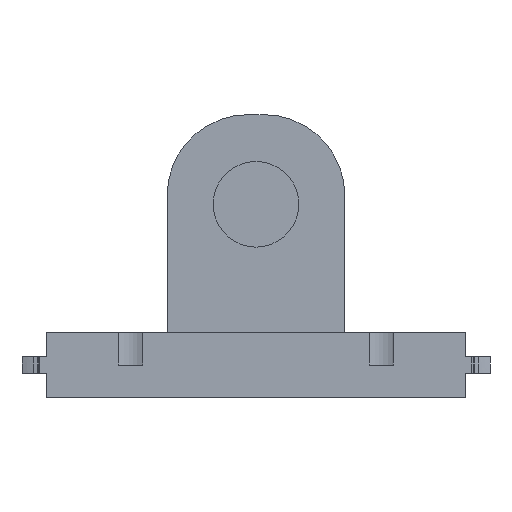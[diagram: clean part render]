
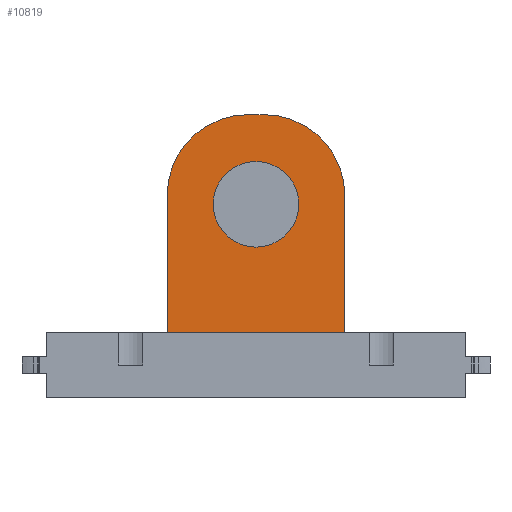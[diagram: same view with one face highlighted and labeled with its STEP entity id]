
A CAD part, front view. The second image highlights one B-rep face of the part: STEP entity #10819.
In plain terms, the highlighted planar face has unit normal (0, -1, 0).
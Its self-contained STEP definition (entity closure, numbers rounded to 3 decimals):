
#9471 = PLANE('',#9472);
#9472 = AXIS2_PLACEMENT_3D('',#9473,#9474,#9475);
#9473 = CARTESIAN_POINT('',(-11.,13.5,8.));
#9474 = DIRECTION('',(-1.,0.,0.));
#9475 = DIRECTION('',(0.,1.,0.));
#9551 = PLANE('',#9552);
#9552 = AXIS2_PLACEMENT_3D('',#9553,#9554,#9555);
#9553 = CARTESIAN_POINT('',(0.,0.,8.));
#9554 = DIRECTION('',(0.,0.,1.));
#9555 = DIRECTION('',(1.,0.,0.));
#9847 = CYLINDRICAL_SURFACE('',#9848,10.);
#9848 = AXIS2_PLACEMENT_3D('',#9849,#9850,#9851);
#9849 = CARTESIAN_POINT('',(-1.,13.5,25.));
#9850 = DIRECTION('',(0.,1.,0.));
#9851 = DIRECTION('',(-1.,0.,0.));
#9900 = PLANE('',#9901);
#9901 = AXIS2_PLACEMENT_3D('',#9902,#9903,#9904);
#9902 = CARTESIAN_POINT('',(11.,20.5,8.));
#9903 = DIRECTION('',(1.,0.,0.));
#9904 = DIRECTION('',(0.,-1.,0.));
#9986 = PLANE('',#9987);
#9987 = AXIS2_PLACEMENT_3D('',#9988,#9989,#9990);
#9988 = CARTESIAN_POINT('',(-11.,20.5,35.));
#9989 = DIRECTION('',(0.,0.,1.));
#9990 = DIRECTION('',(1.,0.,0.));
#10040 = CYLINDRICAL_SURFACE('',#10041,10.);
#10041 = AXIS2_PLACEMENT_3D('',#10042,#10043,#10044);
#10042 = CARTESIAN_POINT('',(1.,20.5,25.));
#10043 = DIRECTION('',(0.,-1.,0.));
#10044 = DIRECTION('',(1.,0.,0.));
#10140 = VERTEX_POINT('',#10141);
#10141 = CARTESIAN_POINT('',(-11.,13.5,25.));
#10164 = VERTEX_POINT('',#10165);
#10165 = CARTESIAN_POINT('',(-11.,13.5,8.));
#10186 = EDGE_CURVE('',#10164,#10140,#10187,.T.);
#10187 = SURFACE_CURVE('',#10188,(#10192,#10199),.PCURVE_S1.);
#10188 = LINE('',#10189,#10190);
#10189 = CARTESIAN_POINT('',(-11.,13.5,8.));
#10190 = VECTOR('',#10191,1.);
#10191 = DIRECTION('',(0.,0.,1.));
#10192 = PCURVE('',#9471,#10193);
#10193 = DEFINITIONAL_REPRESENTATION('',(#10194),#10198);
#10194 = LINE('',#10195,#10196);
#10195 = CARTESIAN_POINT('',(0.,0.));
#10196 = VECTOR('',#10197,1.);
#10197 = DIRECTION('',(0.,-1.));
#10198 = ( GEOMETRIC_REPRESENTATION_CONTEXT(2) 
PARAMETRIC_REPRESENTATION_CONTEXT() REPRESENTATION_CONTEXT('2D SPACE',''
  ) );
#10199 = PCURVE('',#10200,#10205);
#10200 = PLANE('',#10201);
#10201 = AXIS2_PLACEMENT_3D('',#10202,#10203,#10204);
#10202 = CARTESIAN_POINT('',(11.,13.5,8.));
#10203 = DIRECTION('',(0.,-1.,0.));
#10204 = DIRECTION('',(-1.,0.,0.));
#10205 = DEFINITIONAL_REPRESENTATION('',(#10206),#10210);
#10206 = LINE('',#10207,#10208);
#10207 = CARTESIAN_POINT('',(22.,0.));
#10208 = VECTOR('',#10209,1.);
#10209 = DIRECTION('',(0.,-1.));
#10210 = ( GEOMETRIC_REPRESENTATION_CONTEXT(2) 
PARAMETRIC_REPRESENTATION_CONTEXT() REPRESENTATION_CONTEXT('2D SPACE',''
  ) );
#10597 = VERTEX_POINT('',#10598);
#10598 = CARTESIAN_POINT('',(11.,13.5,8.));
#10619 = EDGE_CURVE('',#10597,#10164,#10620,.T.);
#10620 = SURFACE_CURVE('',#10621,(#10625,#10632),.PCURVE_S1.);
#10621 = LINE('',#10622,#10623);
#10622 = CARTESIAN_POINT('',(11.,13.5,8.));
#10623 = VECTOR('',#10624,1.);
#10624 = DIRECTION('',(-1.,0.,0.));
#10625 = PCURVE('',#9551,#10626);
#10626 = DEFINITIONAL_REPRESENTATION('',(#10627),#10631);
#10627 = LINE('',#10628,#10629);
#10628 = CARTESIAN_POINT('',(11.,13.5));
#10629 = VECTOR('',#10630,1.);
#10630 = DIRECTION('',(-1.,0.));
#10631 = ( GEOMETRIC_REPRESENTATION_CONTEXT(2) 
PARAMETRIC_REPRESENTATION_CONTEXT() REPRESENTATION_CONTEXT('2D SPACE',''
  ) );
#10632 = PCURVE('',#10200,#10633);
#10633 = DEFINITIONAL_REPRESENTATION('',(#10634),#10638);
#10634 = LINE('',#10635,#10636);
#10635 = CARTESIAN_POINT('',(0.,-0.));
#10636 = VECTOR('',#10637,1.);
#10637 = DIRECTION('',(1.,0.));
#10638 = ( GEOMETRIC_REPRESENTATION_CONTEXT(2) 
PARAMETRIC_REPRESENTATION_CONTEXT() REPRESENTATION_CONTEXT('2D SPACE',''
  ) );
#10644 = EDGE_CURVE('',#10140,#10645,#10647,.T.);
#10645 = VERTEX_POINT('',#10646);
#10646 = CARTESIAN_POINT('',(-1.,13.5,35.));
#10647 = SURFACE_CURVE('',#10648,(#10653,#10660),.PCURVE_S1.);
#10648 = CIRCLE('',#10649,10.);
#10649 = AXIS2_PLACEMENT_3D('',#10650,#10651,#10652);
#10650 = CARTESIAN_POINT('',(-1.,13.5,25.));
#10651 = DIRECTION('',(0.,1.,0.));
#10652 = DIRECTION('',(0.,0.,1.));
#10653 = PCURVE('',#9847,#10654);
#10654 = DEFINITIONAL_REPRESENTATION('',(#10655),#10659);
#10655 = LINE('',#10656,#10657);
#10656 = CARTESIAN_POINT('',(-4.712,0.));
#10657 = VECTOR('',#10658,1.);
#10658 = DIRECTION('',(1.,0.));
#10659 = ( GEOMETRIC_REPRESENTATION_CONTEXT(2) 
PARAMETRIC_REPRESENTATION_CONTEXT() REPRESENTATION_CONTEXT('2D SPACE',''
  ) );
#10660 = PCURVE('',#10200,#10661);
#10661 = DEFINITIONAL_REPRESENTATION('',(#10662),#10670);
#10662 = ( BOUNDED_CURVE() B_SPLINE_CURVE(2,(#10663,#10664,#10665,#10666
    ,#10667,#10668,#10669),.UNSPECIFIED.,.T.,.F.) 
B_SPLINE_CURVE_WITH_KNOTS((1,2,2,2,2,1),(-2.094,0.,
    2.094,4.189,6.283,8.378),
.UNSPECIFIED.) CURVE() GEOMETRIC_REPRESENTATION_ITEM() 
RATIONAL_B_SPLINE_CURVE((1.,0.5,1.,0.5,1.,0.5,1.)) REPRESENTATION_ITEM(
  '') );
#10663 = CARTESIAN_POINT('',(12.,-27.));
#10664 = CARTESIAN_POINT('',(-5.321,-27.));
#10665 = CARTESIAN_POINT('',(3.34,-12.));
#10666 = CARTESIAN_POINT('',(12.,3.));
#10667 = CARTESIAN_POINT('',(20.66,-12.));
#10668 = CARTESIAN_POINT('',(29.321,-27.));
#10669 = CARTESIAN_POINT('',(12.,-27.));
#10670 = ( GEOMETRIC_REPRESENTATION_CONTEXT(2) 
PARAMETRIC_REPRESENTATION_CONTEXT() REPRESENTATION_CONTEXT('2D SPACE',''
  ) );
#10698 = VERTEX_POINT('',#10699);
#10699 = CARTESIAN_POINT('',(11.,13.5,25.));
#10720 = EDGE_CURVE('',#10597,#10698,#10721,.T.);
#10721 = SURFACE_CURVE('',#10722,(#10726,#10733),.PCURVE_S1.);
#10722 = LINE('',#10723,#10724);
#10723 = CARTESIAN_POINT('',(11.,13.5,8.));
#10724 = VECTOR('',#10725,1.);
#10725 = DIRECTION('',(0.,0.,1.));
#10726 = PCURVE('',#9900,#10727);
#10727 = DEFINITIONAL_REPRESENTATION('',(#10728),#10732);
#10728 = LINE('',#10729,#10730);
#10729 = CARTESIAN_POINT('',(7.,0.));
#10730 = VECTOR('',#10731,1.);
#10731 = DIRECTION('',(0.,-1.));
#10732 = ( GEOMETRIC_REPRESENTATION_CONTEXT(2) 
PARAMETRIC_REPRESENTATION_CONTEXT() REPRESENTATION_CONTEXT('2D SPACE',''
  ) );
#10733 = PCURVE('',#10200,#10734);
#10734 = DEFINITIONAL_REPRESENTATION('',(#10735),#10739);
#10735 = LINE('',#10736,#10737);
#10736 = CARTESIAN_POINT('',(0.,-0.));
#10737 = VECTOR('',#10738,1.);
#10738 = DIRECTION('',(0.,-1.));
#10739 = ( GEOMETRIC_REPRESENTATION_CONTEXT(2) 
PARAMETRIC_REPRESENTATION_CONTEXT() REPRESENTATION_CONTEXT('2D SPACE',''
  ) );
#10747 = EDGE_CURVE('',#10748,#10645,#10750,.T.);
#10748 = VERTEX_POINT('',#10749);
#10749 = CARTESIAN_POINT('',(1.,13.5,35.));
#10750 = SURFACE_CURVE('',#10751,(#10755,#10762),.PCURVE_S1.);
#10751 = LINE('',#10752,#10753);
#10752 = CARTESIAN_POINT('',(11.,13.5,35.));
#10753 = VECTOR('',#10754,1.);
#10754 = DIRECTION('',(-1.,0.,0.));
#10755 = PCURVE('',#9986,#10756);
#10756 = DEFINITIONAL_REPRESENTATION('',(#10757),#10761);
#10757 = LINE('',#10758,#10759);
#10758 = CARTESIAN_POINT('',(22.,-7.));
#10759 = VECTOR('',#10760,1.);
#10760 = DIRECTION('',(-1.,0.));
#10761 = ( GEOMETRIC_REPRESENTATION_CONTEXT(2) 
PARAMETRIC_REPRESENTATION_CONTEXT() REPRESENTATION_CONTEXT('2D SPACE',''
  ) );
#10762 = PCURVE('',#10200,#10763);
#10763 = DEFINITIONAL_REPRESENTATION('',(#10764),#10768);
#10764 = LINE('',#10765,#10766);
#10765 = CARTESIAN_POINT('',(0.,-27.));
#10766 = VECTOR('',#10767,1.);
#10767 = DIRECTION('',(1.,0.));
#10768 = ( GEOMETRIC_REPRESENTATION_CONTEXT(2) 
PARAMETRIC_REPRESENTATION_CONTEXT() REPRESENTATION_CONTEXT('2D SPACE',''
  ) );
#10798 = EDGE_CURVE('',#10698,#10748,#10799,.T.);
#10799 = SURFACE_CURVE('',#10800,(#10805,#10812),.PCURVE_S1.);
#10800 = CIRCLE('',#10801,10.);
#10801 = AXIS2_PLACEMENT_3D('',#10802,#10803,#10804);
#10802 = CARTESIAN_POINT('',(1.,13.5,25.));
#10803 = DIRECTION('',(0.,-1.,0.));
#10804 = DIRECTION('',(0.,0.,-1.));
#10805 = PCURVE('',#10040,#10806);
#10806 = DEFINITIONAL_REPRESENTATION('',(#10807),#10811);
#10807 = LINE('',#10808,#10809);
#10808 = CARTESIAN_POINT('',(-1.571,7.));
#10809 = VECTOR('',#10810,1.);
#10810 = DIRECTION('',(1.,0.));
#10811 = ( GEOMETRIC_REPRESENTATION_CONTEXT(2) 
PARAMETRIC_REPRESENTATION_CONTEXT() REPRESENTATION_CONTEXT('2D SPACE',''
  ) );
#10812 = PCURVE('',#10200,#10813);
#10813 = DEFINITIONAL_REPRESENTATION('',(#10814),#10818);
#10814 = CIRCLE('',#10815,10.);
#10815 = AXIS2_PLACEMENT_2D('',#10816,#10817);
#10816 = CARTESIAN_POINT('',(10.,-17.));
#10817 = DIRECTION('',(-0.,1.));
#10818 = ( GEOMETRIC_REPRESENTATION_CONTEXT(2) 
PARAMETRIC_REPRESENTATION_CONTEXT() REPRESENTATION_CONTEXT('2D SPACE',''
  ) );
#10819 = ADVANCED_FACE('',(#10820,#10828),#10200,.T.);
#10820 = FACE_BOUND('',#10821,.T.);
#10821 = EDGE_LOOP('',(#10822,#10823,#10824,#10825,#10826,#10827));
#10822 = ORIENTED_EDGE('',*,*,#10720,.T.);
#10823 = ORIENTED_EDGE('',*,*,#10798,.T.);
#10824 = ORIENTED_EDGE('',*,*,#10747,.T.);
#10825 = ORIENTED_EDGE('',*,*,#10644,.F.);
#10826 = ORIENTED_EDGE('',*,*,#10186,.F.);
#10827 = ORIENTED_EDGE('',*,*,#10619,.F.);
#10828 = FACE_BOUND('',#10829,.T.);
#10829 = EDGE_LOOP('',(#10830));
#10830 = ORIENTED_EDGE('',*,*,#10831,.F.);
#10831 = EDGE_CURVE('',#10832,#10832,#10834,.T.);
#10832 = VERTEX_POINT('',#10833);
#10833 = CARTESIAN_POINT('',(5.3,13.5,23.9));
#10834 = SURFACE_CURVE('',#10835,(#10840,#10847),.PCURVE_S1.);
#10835 = CIRCLE('',#10836,5.3);
#10836 = AXIS2_PLACEMENT_3D('',#10837,#10838,#10839);
#10837 = CARTESIAN_POINT('',(0.,13.5,23.9));
#10838 = DIRECTION('',(0.,-1.,0.));
#10839 = DIRECTION('',(1.,0.,0.));
#10840 = PCURVE('',#10200,#10841);
#10841 = DEFINITIONAL_REPRESENTATION('',(#10842),#10846);
#10842 = CIRCLE('',#10843,5.3);
#10843 = AXIS2_PLACEMENT_2D('',#10844,#10845);
#10844 = CARTESIAN_POINT('',(11.,-15.9));
#10845 = DIRECTION('',(-1.,-0.));
#10846 = ( GEOMETRIC_REPRESENTATION_CONTEXT(2) 
PARAMETRIC_REPRESENTATION_CONTEXT() REPRESENTATION_CONTEXT('2D SPACE',''
  ) );
#10847 = PCURVE('',#10848,#10853);
#10848 = CYLINDRICAL_SURFACE('',#10849,5.3);
#10849 = AXIS2_PLACEMENT_3D('',#10850,#10851,#10852);
#10850 = CARTESIAN_POINT('',(0.,13.5,23.9));
#10851 = DIRECTION('',(0.,-1.,0.));
#10852 = DIRECTION('',(1.,0.,0.));
#10853 = DEFINITIONAL_REPRESENTATION('',(#10854),#10858);
#10854 = LINE('',#10855,#10856);
#10855 = CARTESIAN_POINT('',(0.,0.));
#10856 = VECTOR('',#10857,1.);
#10857 = DIRECTION('',(1.,0.));
#10858 = ( GEOMETRIC_REPRESENTATION_CONTEXT(2) 
PARAMETRIC_REPRESENTATION_CONTEXT() REPRESENTATION_CONTEXT('2D SPACE',''
  ) );
